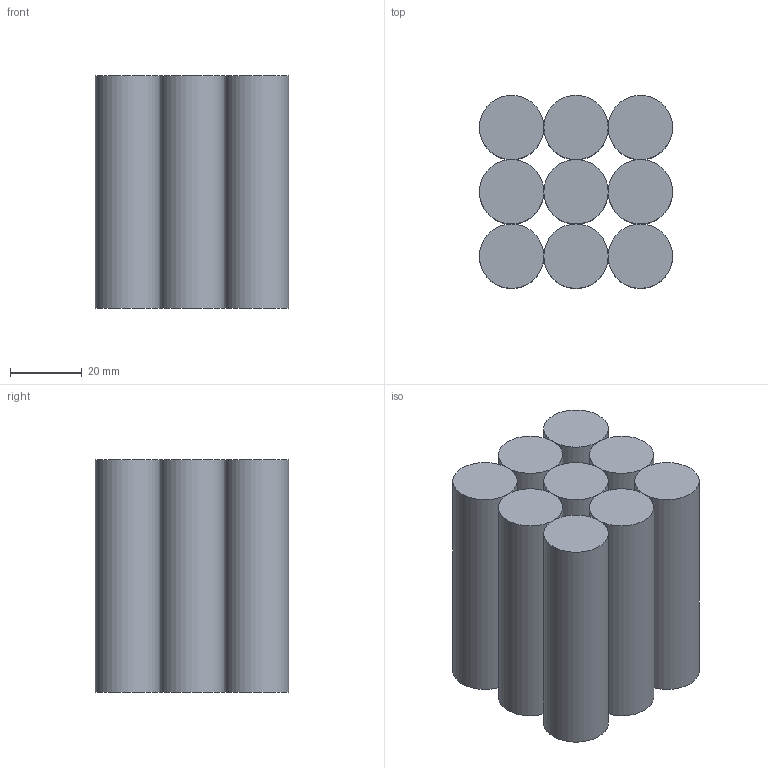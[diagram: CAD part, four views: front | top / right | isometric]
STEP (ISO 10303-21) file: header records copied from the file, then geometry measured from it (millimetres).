
FILE_DESCRIPTION(/* description */ (''),/* implementation_level */ '2;1');
FILE_NAME(/* name */ 'Battery v2.stp',/* time_stamp */ '2025-09-12T00:24:14+02:00',/* author */ (''),/* organization */ (''),/* preprocessor_version */ 'ST-DEVELOPER v20.1',/* originating_system */ 'Autodesk Translation Framework v14.10.0.0',/* authorisation */ '');
FILE_SCHEMA (('AUTOMOTIVE_DESIGN { 1 0 10303 214 3 1 1 }'));
Length unit declared in the file: millimetre
Products named in the file (2): Battery; 18650
Assembly tree (9 placements, depth 2):
  Battery
    18650  x9
Bounding box: 54 x 54 x 65 mm (x, y, z)
Volume: 148864.4 mm3; surface area: 37661.4 mm2
Topology: 9 solids, 9 shells, 27 faces, 27 edges, 18 vertices
Faces by surface type: plane 18, cylinder 9
Full cylindrical faces by diameter (mm): 18 x9
Entity records: 176 total; most frequent: DIRECTION 33, CARTESIAN_POINT 19, AXIS2_PLACEMENT_3D 16, PRODUCT_DEFINITION_SHAPE 11, ITEM_DEFINED_TRANSFORMATION 9, CONTEXT_DEPENDENT_SHAPE_REPRESENTATION 9, NEXT_ASSEMBLY_USAGE_OCCURRENCE 9, ORIENTED_EDGE 6
